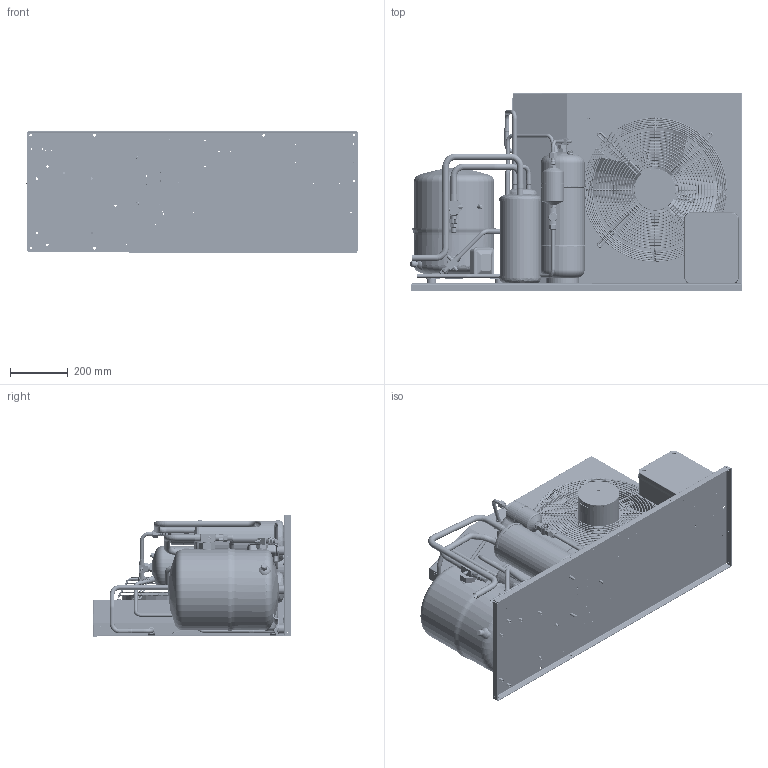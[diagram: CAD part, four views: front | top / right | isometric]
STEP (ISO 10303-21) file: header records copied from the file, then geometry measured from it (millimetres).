
FILE_DESCRIPTION (( 'STEP AP214' ), '1' );
FILE_NAME ('HJM050D stp.STEP', '2016-05-24T13:08:17', ( '' ), ( '' ), 'SwSTEP 2.0', 'SolidWorks 2014', '' );
FILE_SCHEMA (( 'AUTOMOTIVE_DESIGN' ));
Length unit declared in the file: millimetre
Products named in the file (27): 191U154427; 191U129417; 021F0138; 191U172947; 191U159137; 191U124507-B; 023Z8044; 191U124507 - chinese fan proposal; 6804505V07 - VALV SERV V07_STANDART; HJM050D stp; 191U124507-A  - chinese fan proposal_suporte motor chinˆs; 191U165547; 191U137300 MOTOR 450 WEG ; 6804502V09 - VALV SERV V09_STANDART; 191U161336; 191U165525; hptech_450; 191U006310; 118U601108; 014-0075; 191U135720; COMPRESSOR DANFOSS MODELO MT44-80; S.EX 231 - STECK; 191U154437; 6804501V06 - VALV SERV V06_STANDART; 191U138308 450MM; 191U007710
Assembly tree (26 placements, depth 4):
  HJM050D stp
    191U129417
    6804501V06 - VALV SERV V06_STANDART
    014-0075
    191U165525
    191U165547
    023Z8044
    191U172947
    191U007710
    COMPRESSOR DANFOSS MODELO MT44-80
    191U006310
    6804502V09 - VALV SERV V09_STANDART
    6804505V07 - VALV SERV V07_STANDART
    191U159137
    191U154427
    191U154437
    118U601108
    191U161336
    191U124507 - chinese fan proposal
      191U124507-A  - chinese fan proposal_suporte motor chinˆs
      191U124507-B
      021F0138
      191U135720
        191U138308 450MM
      hptech_450
      191U137300 MOTOR 450 WEG 
    S.EX 231 - STECK
Bounding box: 1152.48 x 688.8 x 422.4 mm (x, y, z)
Volume: 33471679.8 mm3; surface area: 6616499.2 mm2
Topology: 128 solids, 154 shells, 3650 faces, 8892 edges, 5569 vertices
Faces by surface type: cylinder 1618, plane 1108, torus 414, cone 336, bspline 168, sphere 6
Entity records: 152716 total; most frequent: CARTESIAN_POINT 47280, DIRECTION 19184, ORIENTED_EDGE 17592, EDGE_CURVE 8859, AXIS2_PLACEMENT_3D 7722, VERTEX_POINT 5569, CIRCLE 4208, EDGE_LOOP 4161
